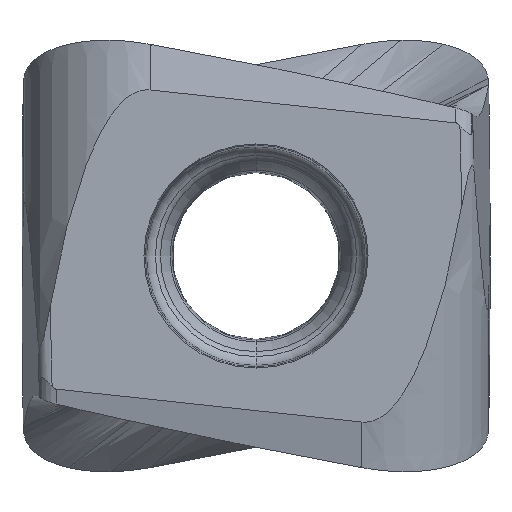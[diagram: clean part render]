
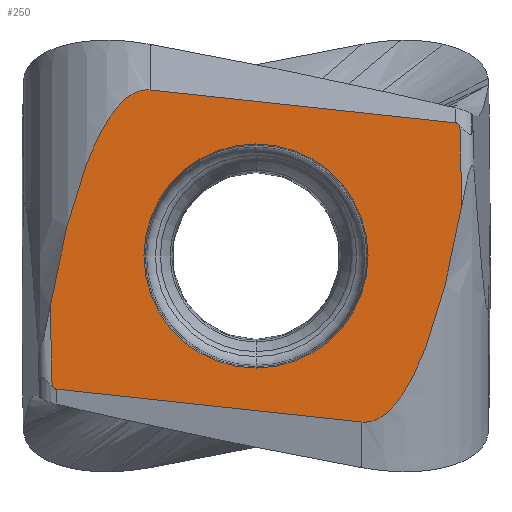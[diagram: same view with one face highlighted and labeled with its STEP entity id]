
A CAD part, front view. The second image highlights one B-rep face of the part: STEP entity #250.
In plain terms, the highlighted planar face has unit normal (0, -1, 0).
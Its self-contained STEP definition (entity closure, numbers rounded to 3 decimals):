
#62=CIRCLE('',#2316,2.988);
#63=CIRCLE('',#2317,2.988);
#112=FACE_BOUND('',#535,.T.);
#113=FACE_BOUND('',#536,.T.);
#250=ADVANCED_FACE('',(#112,#113),#345,.T.);
#345=PLANE('',#2318);
#535=EDGE_LOOP('',(#1058,#1059,#1060,#1061,#1062,#1063,#1064,#1065));
#536=EDGE_LOOP('',(#1066,#1067));
#669=B_SPLINE_CURVE_WITH_KNOTS('',3,(#3757,#3758,#3759,#3760,#3761,#3762,
#3763,#3764,#3765,#3766,#3767,#3768,#3769,#3770,#3771,#3772,#3773,#3774,
#3775,#3776,#3777,#3778,#3779,#3780,#3781,#3782,#3783),.UNSPECIFIED.,.F.,
 .F.,(4,1,1,1,1,1,1,1,1,1,1,1,1,1,1,1,1,1,1,1,1,1,1,1,4),(0.,0.042,
0.083,0.125,0.167,0.208,0.25,0.292,
0.333,0.375,0.417,0.458,0.5,0.542,
0.583,0.625,0.667,0.708,0.75,0.792,
0.833,0.875,0.917,0.958,1.),.UNSPECIFIED.);
#719=B_SPLINE_CURVE_WITH_KNOTS('',3,(#4899,#4900,#4901,#4902,#4903,#4904,
#4905,#4906),.UNSPECIFIED.,.F.,.F.,(4,1,1,1,1,4),(0.,0.2,0.4,0.6,0.8,1.),
 .UNSPECIFIED.);
#720=B_SPLINE_CURVE_WITH_KNOTS('',3,(#4910,#4911,#4912,#4913,#4914,#4915,
#4916,#4917,#4918,#4919,#4920,#4921,#4922,#4923,#4924,#4925,#4926,#4927,
#4928,#4929,#4930,#4931,#4932,#4933,#4934,#4935,#4936),.UNSPECIFIED.,.F.,
 .F.,(4,1,1,1,1,1,1,1,1,1,1,1,1,1,1,1,1,1,1,1,1,1,1,1,4),(0.,0.042,
0.083,0.125,0.167,0.208,0.25,0.292,
0.333,0.375,0.417,0.458,0.5,0.542,
0.583,0.625,0.667,0.708,0.75,0.792,
0.833,0.875,0.917,0.958,1.),.UNSPECIFIED.);
#721=B_SPLINE_CURVE_WITH_KNOTS('',3,(#4940,#4941,#4942,#4943,#4944,#4945,
#4946,#4947),.UNSPECIFIED.,.F.,.F.,(4,1,1,1,1,4),(0.,0.2,0.4,0.6,0.8,1.),
 .UNSPECIFIED.);
#1058=ORIENTED_EDGE('',*,*,#1737,.T.);
#1059=ORIENTED_EDGE('',*,*,#1829,.F.);
#1060=ORIENTED_EDGE('',*,*,#1830,.T.);
#1061=ORIENTED_EDGE('',*,*,#1831,.F.);
#1062=ORIENTED_EDGE('',*,*,#1832,.T.);
#1063=ORIENTED_EDGE('',*,*,#1833,.T.);
#1064=ORIENTED_EDGE('',*,*,#1834,.T.);
#1065=ORIENTED_EDGE('',*,*,#1835,.F.);
#1066=ORIENTED_EDGE('',*,*,#1836,.T.);
#1067=ORIENTED_EDGE('',*,*,#1837,.T.);
#1512=VERTEX_POINT('',#3756);
#1513=VERTEX_POINT('',#3784);
#1572=VERTEX_POINT('',#4896);
#1573=VERTEX_POINT('',#4907);
#1574=VERTEX_POINT('',#4909);
#1575=VERTEX_POINT('',#4937);
#1576=VERTEX_POINT('',#4939);
#1577=VERTEX_POINT('',#4948);
#1578=VERTEX_POINT('',#4951);
#1579=VERTEX_POINT('',#4952);
#1737=EDGE_CURVE('',#1513,#1512,#669,.T.);
#1829=EDGE_CURVE('',#1572,#1512,#2066,.T.);
#1830=EDGE_CURVE('',#1572,#1573,#719,.T.);
#1831=EDGE_CURVE('',#1574,#1573,#2067,.T.);
#1832=EDGE_CURVE('',#1574,#1575,#720,.T.);
#1833=EDGE_CURVE('',#1575,#1576,#2068,.T.);
#1834=EDGE_CURVE('',#1576,#1577,#721,.T.);
#1835=EDGE_CURVE('',#1513,#1577,#2069,.T.);
#1836=EDGE_CURVE('',#1578,#1579,#62,.T.);
#1837=EDGE_CURVE('',#1579,#1578,#63,.T.);
#2066=LINE('',#4897,#2207);
#2067=LINE('',#4908,#2208);
#2068=LINE('',#4938,#2209);
#2069=LINE('',#4949,#2210);
#2207=VECTOR('',#2539,1.);
#2208=VECTOR('',#2542,1.);
#2209=VECTOR('',#2543,1.);
#2210=VECTOR('',#2544,1.);
#2316=AXIS2_PLACEMENT_3D('',#4950,#2545,#2546);
#2317=AXIS2_PLACEMENT_3D('',#4953,#2547,#2548);
#2318=AXIS2_PLACEMENT_3D('',#4954,#2549,#2550);
#2539=DIRECTION('',(-0.024,0.,1.));
#2542=DIRECTION('',(-0.994,0.,0.107));
#2543=DIRECTION('',(-0.024,0.,1.));
#2544=DIRECTION('',(0.994,0.,-0.107));
#2545=DIRECTION('',(0.,1.,0.));
#2546=DIRECTION('',(0.,0.,-1.));
#2547=DIRECTION('',(0.,1.,0.));
#2548=DIRECTION('',(0.,0.,1.));
#2549=DIRECTION('',(0.,-1.,0.));
#2550=DIRECTION('',(-1.,0.,-0.024));
#3756=CARTESIAN_POINT('',(-5.488,0.,-1.343));
#3757=CARTESIAN_POINT('',(-2.825,0.,4.426));
#3758=CARTESIAN_POINT('',(-2.858,0.,4.43));
#3759=CARTESIAN_POINT('',(-2.923,0.,4.432));
#3760=CARTESIAN_POINT('',(-3.022,0.,4.422));
#3761=CARTESIAN_POINT('',(-3.12,0.,4.398));
#3762=CARTESIAN_POINT('',(-3.222,0.,4.359));
#3763=CARTESIAN_POINT('',(-3.328,0.,4.302));
#3764=CARTESIAN_POINT('',(-3.439,0.,4.225));
#3765=CARTESIAN_POINT('',(-3.554,0.,4.126));
#3766=CARTESIAN_POINT('',(-3.673,0.,4.002));
#3767=CARTESIAN_POINT('',(-3.793,0.,3.856));
#3768=CARTESIAN_POINT('',(-3.913,0.,3.687));
#3769=CARTESIAN_POINT('',(-4.032,0.,3.498));
#3770=CARTESIAN_POINT('',(-4.147,0.,3.291));
#3771=CARTESIAN_POINT('',(-4.262,0.,3.06));
#3772=CARTESIAN_POINT('',(-4.38,0.,2.8));
#3773=CARTESIAN_POINT('',(-4.502,0.,2.503));
#3774=CARTESIAN_POINT('',(-4.625,0.,2.172));
#3775=CARTESIAN_POINT('',(-4.744,0.,1.817));
#3776=CARTESIAN_POINT('',(-4.86,0.,1.441));
#3777=CARTESIAN_POINT('',(-4.974,0.,1.037));
#3778=CARTESIAN_POINT('',(-5.086,0.,0.603));
#3779=CARTESIAN_POINT('',(-5.197,0.,0.133));
#3780=CARTESIAN_POINT('',(-5.303,0.,-0.361));
#3781=CARTESIAN_POINT('',(-5.402,0.,-0.862));
#3782=CARTESIAN_POINT('',(-5.46,0.,-1.184));
#3783=CARTESIAN_POINT('',(-5.488,0.,-1.343));
#3784=CARTESIAN_POINT('',(-2.825,0.,4.426));
#4896=CARTESIAN_POINT('',(-5.437,0.,-3.475));
#4897=CARTESIAN_POINT('',(-5.437,0.,-3.475));
#4899=CARTESIAN_POINT('',(-5.437,0.,-3.475));
#4900=CARTESIAN_POINT('',(-5.429,0.,-3.484));
#4901=CARTESIAN_POINT('',(-5.414,0.,-3.5));
#4902=CARTESIAN_POINT('',(-5.39,0.,-3.521));
#4903=CARTESIAN_POINT('',(-5.366,0.,-3.536));
#4904=CARTESIAN_POINT('',(-5.342,0.,-3.546));
#4905=CARTESIAN_POINT('',(-5.327,0.,-3.549));
#4906=CARTESIAN_POINT('',(-5.32,0.,-3.55));
#4907=CARTESIAN_POINT('',(-5.32,0.,-3.55));
#4908=CARTESIAN_POINT('',(2.825,0.,-4.426));
#4909=CARTESIAN_POINT('',(2.825,0.,-4.426));
#4910=CARTESIAN_POINT('',(2.825,0.,-4.426));
#4911=CARTESIAN_POINT('',(2.858,0.,-4.43));
#4912=CARTESIAN_POINT('',(2.923,0.,-4.432));
#4913=CARTESIAN_POINT('',(3.022,0.,-4.422));
#4914=CARTESIAN_POINT('',(3.12,0.,-4.398));
#4915=CARTESIAN_POINT('',(3.222,0.,-4.359));
#4916=CARTESIAN_POINT('',(3.328,0.,-4.302));
#4917=CARTESIAN_POINT('',(3.439,0.,-4.225));
#4918=CARTESIAN_POINT('',(3.555,0.,-4.125));
#4919=CARTESIAN_POINT('',(3.674,0.,-4.002));
#4920=CARTESIAN_POINT('',(3.794,0.,-3.855));
#4921=CARTESIAN_POINT('',(3.914,0.,-3.686));
#4922=CARTESIAN_POINT('',(4.032,0.,-3.496));
#4923=CARTESIAN_POINT('',(4.148,0.,-3.289));
#4924=CARTESIAN_POINT('',(4.263,0.,-3.058));
#4925=CARTESIAN_POINT('',(4.381,0.,-2.797));
#4926=CARTESIAN_POINT('',(4.503,0.,-2.499));
#4927=CARTESIAN_POINT('',(4.626,0.,-2.168));
#4928=CARTESIAN_POINT('',(4.746,0.,-1.813));
#4929=CARTESIAN_POINT('',(4.862,0.,-1.435));
#4930=CARTESIAN_POINT('',(4.976,0.,-1.031));
#4931=CARTESIAN_POINT('',(5.087,0.,-0.598));
#4932=CARTESIAN_POINT('',(5.198,0.,-0.129));
#4933=CARTESIAN_POINT('',(5.304,0.,0.364));
#4934=CARTESIAN_POINT('',(5.402,0.,0.863));
#4935=CARTESIAN_POINT('',(5.46,0.,1.184));
#4936=CARTESIAN_POINT('',(5.488,0.,1.343));
#4937=CARTESIAN_POINT('',(5.488,0.,1.343));
#4938=CARTESIAN_POINT('',(5.488,0.,1.343));
#4939=CARTESIAN_POINT('',(5.437,0.,3.475));
#4940=CARTESIAN_POINT('',(5.437,0.,3.475));
#4941=CARTESIAN_POINT('',(5.429,0.,3.484));
#4942=CARTESIAN_POINT('',(5.414,0.,3.5));
#4943=CARTESIAN_POINT('',(5.39,0.,3.521));
#4944=CARTESIAN_POINT('',(5.366,0.,3.536));
#4945=CARTESIAN_POINT('',(5.342,0.,3.546));
#4946=CARTESIAN_POINT('',(5.327,0.,3.549));
#4947=CARTESIAN_POINT('',(5.32,0.,3.55));
#4948=CARTESIAN_POINT('',(5.32,0.,3.55));
#4949=CARTESIAN_POINT('',(-2.825,0.,4.426));
#4950=CARTESIAN_POINT('',(0.,0.,0.));
#4951=CARTESIAN_POINT('',(0.,0.,-2.988));
#4952=CARTESIAN_POINT('',(0.,0.,2.988));
#4953=CARTESIAN_POINT('',(0.,0.,0.));
#4954=CARTESIAN_POINT('',(-5.351,0.,-7.129));
